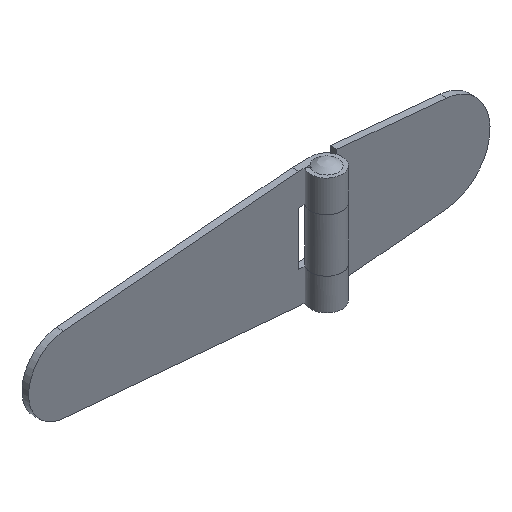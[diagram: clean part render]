
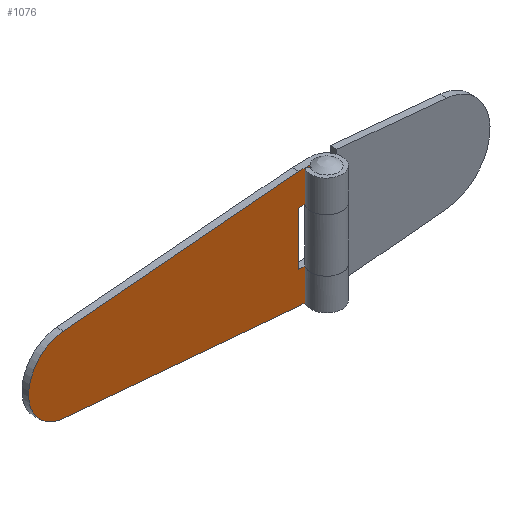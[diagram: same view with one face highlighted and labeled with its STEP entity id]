
A CAD part, isometric view. The second image highlights one B-rep face of the part: STEP entity #1076.
In plain terms, the highlighted free-form (B-spline) face has degree [1, 1] with [2, 2] control points.
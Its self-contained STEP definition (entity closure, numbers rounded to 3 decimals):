
#538=CARTESIAN_POINT('',(-6.5,3.,0.0));
#539=VERTEX_POINT('',#538);
#545=CARTESIAN_POINT('',(-87.132,3.,7.049));
#546=VERTEX_POINT('',#545);
#547=CARTESIAN_POINT('',(-87.132,3.,7.049));
#548=CARTESIAN_POINT('',(-6.5,3.,0.0));
#549=QUASI_UNIFORM_CURVE('',1,(#547,#548),.UNSPECIFIED.,.F.,.U.);
#550=EDGE_CURVE('',#546,#539,#549,.T.);
#574=CARTESIAN_POINT('',(-87.132,3.,32.951));
#575=VERTEX_POINT('',#574);
#581=CARTESIAN_POINT('',(-6.5,3.,40.0));
#582=VERTEX_POINT('',#581);
#583=CARTESIAN_POINT('',(-6.5,3.,40.0));
#584=CARTESIAN_POINT('',(-87.132,3.,32.951));
#585=QUASI_UNIFORM_CURVE('',1,(#583,#584),.UNSPECIFIED.,.F.,.U.);
#586=EDGE_CURVE('',#582,#575,#585,.T.);
#630=CARTESIAN_POINT('',(-87.132,3.,32.951));
#631=CARTESIAN_POINT('',(-99.,3.,31.913));
#632=CARTESIAN_POINT('',(-99.,3.,20.));
#633=CARTESIAN_POINT('',(-99.,3.,8.087));
#634=CARTESIAN_POINT('',(-87.132,3.,7.049));
#642=(BOUNDED_CURVE()B_SPLINE_CURVE(2,(#630,#631,#632,#633,#634),.UNSPECIFIED.,.F.,.U.)B_SPLINE_CURVE_WITH_KNOTS((3,2,3),(0.0,0.5,1.0),.UNSPECIFIED.)CURVE()GEOMETRIC_REPRESENTATION_ITEM()RATIONAL_B_SPLINE_CURVE((1.0,0.737,1.0,0.737,1.0))REPRESENTATION_ITEM(''));
#643=EDGE_CURVE('',#575,#546,#642,.T.);
#656=CARTESIAN_POINT('',(0.0,3.,10.9));
#657=VERTEX_POINT('',#656);
#712=CARTESIAN_POINT('',(-6.5,3.,10.9));
#713=VERTEX_POINT('',#712);
#719=CARTESIAN_POINT('',(0.0,3.,10.9));
#720=CARTESIAN_POINT('',(-6.5,3.,10.9));
#721=QUASI_UNIFORM_CURVE('',1,(#719,#720),.UNSPECIFIED.,.F.,.U.);
#722=EDGE_CURVE('',#657,#713,#721,.T.);
#732=CARTESIAN_POINT('',(-6.5,3.,29.1));
#733=VERTEX_POINT('',#732);
#776=CARTESIAN_POINT('',(0.0,3.,29.1));
#777=VERTEX_POINT('',#776);
#797=CARTESIAN_POINT('',(-6.5,3.,29.1));
#798=CARTESIAN_POINT('',(0.0,3.,29.1));
#799=QUASI_UNIFORM_CURVE('',1,(#797,#798),.UNSPECIFIED.,.F.,.U.);
#800=EDGE_CURVE('',#733,#777,#799,.T.);
#817=CARTESIAN_POINT('',(-6.5,3.,10.9));
#818=CARTESIAN_POINT('',(-6.5,3.,29.1));
#819=QUASI_UNIFORM_CURVE('',1,(#817,#818),.UNSPECIFIED.,.F.,.U.);
#820=EDGE_CURVE('',#713,#733,#819,.T.);
#866=CARTESIAN_POINT('',(0.0,3.,0.0));
#867=VERTEX_POINT('',#866);
#887=CARTESIAN_POINT('',(-6.5,3.,0.0));
#888=CARTESIAN_POINT('',(0.0,3.,0.0));
#889=QUASI_UNIFORM_CURVE('',1,(#887,#888),.UNSPECIFIED.,.F.,.U.);
#890=EDGE_CURVE('',#539,#867,#889,.T.);
#908=CARTESIAN_POINT('',(0.0,3.,40.0));
#909=VERTEX_POINT('',#908);
#910=CARTESIAN_POINT('',(-6.5,3.,40.0));
#911=CARTESIAN_POINT('',(0.0,3.,40.0));
#912=QUASI_UNIFORM_CURVE('',1,(#910,#911),.UNSPECIFIED.,.F.,.U.);
#913=EDGE_CURVE('',#582,#909,#912,.T.);
#1046=CARTESIAN_POINT('',(0.0,3.,10.9));
#1047=CARTESIAN_POINT('',(0.0,3.,0.0));
#1048=QUASI_UNIFORM_CURVE('',1,(#1046,#1047),.UNSPECIFIED.,.F.,.U.);
#1049=EDGE_CURVE('',#657,#867,#1048,.T.);
#1055=CARTESIAN_POINT('',(-103.945,3.,-1.998));
#1056=CARTESIAN_POINT('',(-103.945,3.,41.998));
#1057=CARTESIAN_POINT('',(4.945,3.,-1.998));
#1058=CARTESIAN_POINT('',(4.945,3.,41.998));
#1059=B_SPLINE_SURFACE_WITH_KNOTS('',1,1,((#1055,#1057),(#1056,#1058)),.UNSPECIFIED.,.F.,.F.,.U.,(2,2),(2,2),(0.0,43.996),(0.0,108.89),.UNSPECIFIED.);
#1060=ORIENTED_EDGE('',*,*,#913,.F.);
#1061=ORIENTED_EDGE('',*,*,#586,.T.);
#1062=ORIENTED_EDGE('',*,*,#643,.T.);
#1063=ORIENTED_EDGE('',*,*,#550,.T.);
#1064=ORIENTED_EDGE('',*,*,#890,.T.);
#1065=ORIENTED_EDGE('',*,*,#1049,.F.);
#1066=ORIENTED_EDGE('',*,*,#722,.T.);
#1067=ORIENTED_EDGE('',*,*,#820,.T.);
#1068=ORIENTED_EDGE('',*,*,#800,.T.);
#1069=CARTESIAN_POINT('',(0.0,3.,40.0));
#1070=CARTESIAN_POINT('',(0.0,3.,29.1));
#1071=QUASI_UNIFORM_CURVE('',1,(#1069,#1070),.UNSPECIFIED.,.F.,.U.);
#1072=EDGE_CURVE('',#909,#777,#1071,.T.);
#1073=ORIENTED_EDGE('',*,*,#1072,.F.);
#1074=EDGE_LOOP('',(#1060,#1061,#1062,#1063,#1064,#1065,#1066,#1067,#1068,#1073));
#1075=FACE_OUTER_BOUND('',#1074,.T.);
#1076=ADVANCED_FACE('',(#1075),#1059,.F.);
